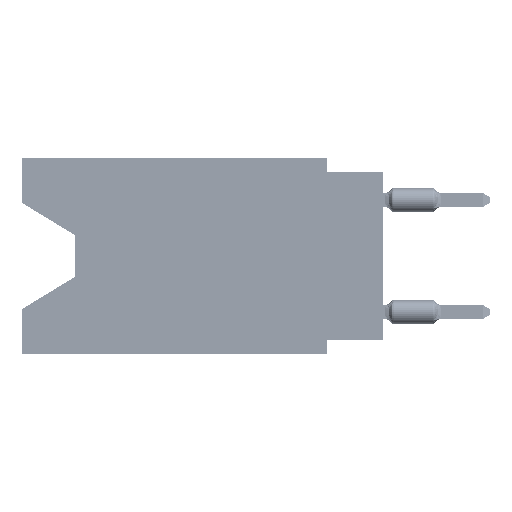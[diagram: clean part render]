
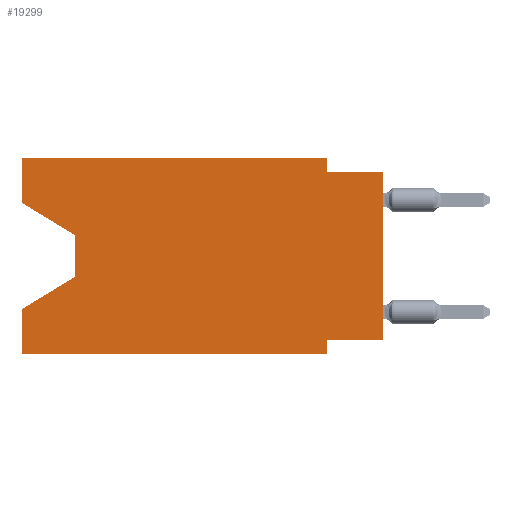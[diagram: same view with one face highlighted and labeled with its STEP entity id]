
A CAD part, left-side view. The second image highlights one B-rep face of the part: STEP entity #19299.
In plain terms, the highlighted planar face has unit normal (-1, 0, 0).
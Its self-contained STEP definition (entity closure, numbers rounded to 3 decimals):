
#180 = CARTESIAN_POINT ( 'NONE',  ( 0., 0., 0. ) ) ;
#1299 = VERTEX_POINT ( 'NONE', #34337 ) ;
#1387 = ORIENTED_EDGE ( 'NONE', *, *, #56782, .T. ) ;
#1781 = EDGE_CURVE ( 'NONE', #65626, #59622, #61636, .T. ) ;
#1838 = DIRECTION ( 'NONE',  ( 0., 0.855, -0.519 ) ) ;
#2238 = VECTOR ( 'NONE', #6078, 1000. ) ;
#2340 = VERTEX_POINT ( 'NONE', #44496 ) ;
#2944 = EDGE_CURVE ( 'NONE', #59622, #52891, #32714, .T. ) ;
#3174 = EDGE_CURVE ( 'NONE', #66659, #65626, #40802, .T. ) ;
#3502 = DIRECTION ( 'NONE',  ( 0., 0., 1. ) ) ;
#4067 = VECTOR ( 'NONE', #16308, 1000. ) ;
#4940 = EDGE_CURVE ( 'NONE', #66659, #51320, #8417, .T. ) ;
#5188 = VECTOR ( 'NONE', #3502, 1000. ) ;
#6078 = DIRECTION ( 'NONE',  ( 0., 0., -1. ) ) ;
#6712 = ORIENTED_EDGE ( 'NONE', *, *, #63440, .F. ) ;
#7671 = CARTESIAN_POINT ( 'NONE',  ( 0., 2.54, -0.635 ) ) ;
#8417 = LINE ( 'NONE', #19709, #18475 ) ;
#8684 = CARTESIAN_POINT ( 'NONE',  ( 0., 16.383, -8.89 ) ) ;
#9132 = ORIENTED_EDGE ( 'NONE', *, *, #54866, .T. ) ;
#11220 = AXIS2_PLACEMENT_3D ( 'NONE', #28014, #34166, #23228 ) ;
#11231 = CARTESIAN_POINT ( 'NONE',  ( 0., 16.383, 0. ) ) ;
#11790 = LINE ( 'NONE', #180, #56889 ) ;
#11791 = DIRECTION ( 'NONE',  ( 0., 1., 0. ) ) ;
#13745 = EDGE_CURVE ( 'NONE', #40856, #63618, #51068, .T. ) ;
#14749 = CARTESIAN_POINT ( 'NONE',  ( 0., 16.383, 0. ) ) ;
#16308 = DIRECTION ( 'NONE',  ( 0., 0., -1. ) ) ;
#17265 = CARTESIAN_POINT ( 'NONE',  ( 0., 0., -8.255 ) ) ;
#18008 = CARTESIAN_POINT ( 'NONE',  ( 0., 16.383, -6.852 ) ) ;
#18389 = CARTESIAN_POINT ( 'NONE',  ( 0., 2.54, -8.89 ) ) ;
#18475 = VECTOR ( 'NONE', #24159, 1000. ) ;
#18928 = CARTESIAN_POINT ( 'NONE',  ( 0., 16.383, -2.038 ) ) ;
#19299 = ADVANCED_FACE ( 'NONE', ( #53689 ), #43763, .F. ) ;
#19709 = CARTESIAN_POINT ( 'NONE',  ( 0., 16.383, -2.038 ) ) ;
#19901 = ORIENTED_EDGE ( 'NONE', *, *, #13745, .F. ) ;
#21436 = DIRECTION ( 'NONE',  ( 0., 0., -1. ) ) ;
#21766 = ORIENTED_EDGE ( 'NONE', *, *, #55356, .T. ) ;
#22145 = CARTESIAN_POINT ( 'NONE',  ( 0., 13.97, -3.505 ) ) ;
#23228 = DIRECTION ( 'NONE',  ( 0., 0., -1. ) ) ;
#24000 = CARTESIAN_POINT ( 'NONE',  ( 0., 16.383, 0. ) ) ;
#24159 = DIRECTION ( 'NONE',  ( 0., -0.855, -0.519 ) ) ;
#26033 = VECTOR ( 'NONE', #21436, 1000. ) ;
#28014 = CARTESIAN_POINT ( 'NONE',  ( 0., 16.383, 0. ) ) ;
#28540 = CARTESIAN_POINT ( 'NONE',  ( 0., 2.54, 0. ) ) ;
#29320 = CARTESIAN_POINT ( 'NONE',  ( 0., 13.97, -3.505 ) ) ;
#29498 = CARTESIAN_POINT ( 'NONE',  ( 0., 16.383, 0. ) ) ;
#30141 = VECTOR ( 'NONE', #51010, 1000. ) ;
#30853 = VECTOR ( 'NONE', #60192, 1000. ) ;
#32011 = EDGE_LOOP ( 'NONE', ( #37770, #9132, #40614, #6712, #1387, #19901, #67365, #21766, #45822, #55988, #42363, #62096 ) ) ;
#32714 = LINE ( 'NONE', #42998, #4067 ) ;
#34115 = CARTESIAN_POINT ( 'NONE',  ( 0., 16.383, -8.89 ) ) ;
#34166 = DIRECTION ( 'NONE',  ( 1., 0., 0. ) ) ;
#34337 = CARTESIAN_POINT ( 'NONE',  ( 0., 0., -0.635 ) ) ;
#36967 = EDGE_CURVE ( 'NONE', #2340, #40856, #67297, .T. ) ;
#37080 = VECTOR ( 'NONE', #1838, 1000. ) ;
#37770 = ORIENTED_EDGE ( 'NONE', *, *, #4940, .T. ) ;
#39839 = VECTOR ( 'NONE', #11791, 1000. ) ;
#40614 = ORIENTED_EDGE ( 'NONE', *, *, #44328, .T. ) ;
#40802 = LINE ( 'NONE', #29498, #5188 ) ;
#40856 = VERTEX_POINT ( 'NONE', #62895 ) ;
#42363 = ORIENTED_EDGE ( 'NONE', *, *, #1781, .F. ) ;
#42824 = VECTOR ( 'NONE', #44620, 1000. ) ;
#42998 = CARTESIAN_POINT ( 'NONE',  ( 0., 2.54, 0. ) ) ;
#43763 = PLANE ( 'NONE',  #11220 ) ;
#44074 = VERTEX_POINT ( 'NONE', #18008 ) ;
#44293 = LINE ( 'NONE', #8684, #42824 ) ;
#44328 = EDGE_CURVE ( 'NONE', #51914, #44074, #48719, .T. ) ;
#44496 = CARTESIAN_POINT ( 'NONE',  ( 0., 0., -8.255 ) ) ;
#44620 = DIRECTION ( 'NONE',  ( 0., -1., 0. ) ) ;
#45822 = ORIENTED_EDGE ( 'NONE', *, *, #57387, .F. ) ;
#46828 = DIRECTION ( 'NONE',  ( 0., 0., 1. ) ) ;
#47475 = LINE ( 'NONE', #22145, #2238 ) ;
#47698 = CARTESIAN_POINT ( 'NONE',  ( 0., 13.97, -5.385 ) ) ;
#47724 = DIRECTION ( 'NONE',  ( 0., 0., 1. ) ) ;
#47886 = CARTESIAN_POINT ( 'NONE',  ( 0., 0., -0.635 ) ) ;
#48202 = VECTOR ( 'NONE', #46828, 1000. ) ;
#48719 = LINE ( 'NONE', #47698, #37080 ) ;
#51010 = DIRECTION ( 'NONE',  ( 0., -1., 0. ) ) ;
#51068 = LINE ( 'NONE', #52924, #26033 ) ;
#51320 = VERTEX_POINT ( 'NONE', #29320 ) ;
#51914 = VERTEX_POINT ( 'NONE', #63739 ) ;
#52891 = VERTEX_POINT ( 'NONE', #7671 ) ;
#52924 = CARTESIAN_POINT ( 'NONE',  ( 0., 2.54, -8.89 ) ) ;
#53689 = FACE_OUTER_BOUND ( 'NONE', #32011, .T. ) ;
#54866 = EDGE_CURVE ( 'NONE', #51320, #51914, #47475, .T. ) ;
#55356 = EDGE_CURVE ( 'NONE', #2340, #1299, #11790, .T. ) ;
#55988 = ORIENTED_EDGE ( 'NONE', *, *, #2944, .F. ) ;
#56782 = EDGE_CURVE ( 'NONE', #60515, #63618, #44293, .T. ) ;
#56889 = VECTOR ( 'NONE', #47724, 1000. ) ;
#57387 = EDGE_CURVE ( 'NONE', #52891, #1299, #63312, .T. ) ;
#59622 = VERTEX_POINT ( 'NONE', #28540 ) ;
#60192 = DIRECTION ( 'NONE',  ( 0., -1., 0. ) ) ;
#60515 = VERTEX_POINT ( 'NONE', #34115 ) ;
#61636 = LINE ( 'NONE', #14749, #30141 ) ;
#62096 = ORIENTED_EDGE ( 'NONE', *, *, #3174, .F. ) ;
#62895 = CARTESIAN_POINT ( 'NONE',  ( 0., 2.54, -8.255 ) ) ;
#63312 = LINE ( 'NONE', #47886, #30853 ) ;
#63440 = EDGE_CURVE ( 'NONE', #60515, #44074, #67408, .T. ) ;
#63618 = VERTEX_POINT ( 'NONE', #18389 ) ;
#63739 = CARTESIAN_POINT ( 'NONE',  ( 0., 13.97, -5.385 ) ) ;
#65626 = VERTEX_POINT ( 'NONE', #24000 ) ;
#66659 = VERTEX_POINT ( 'NONE', #18928 ) ;
#67297 = LINE ( 'NONE', #17265, #39839 ) ;
#67365 = ORIENTED_EDGE ( 'NONE', *, *, #36967, .F. ) ;
#67408 = LINE ( 'NONE', #11231, #48202 ) ;
